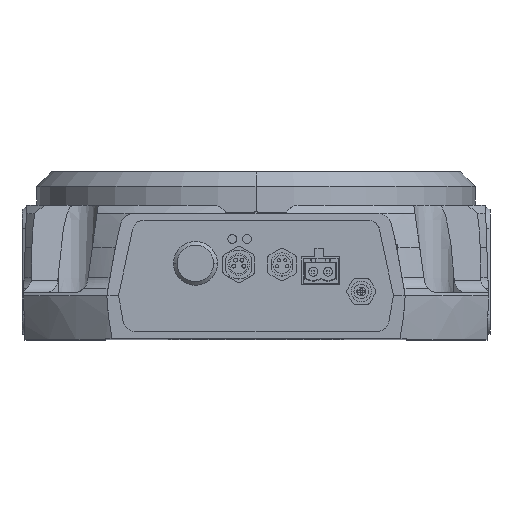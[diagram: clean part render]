
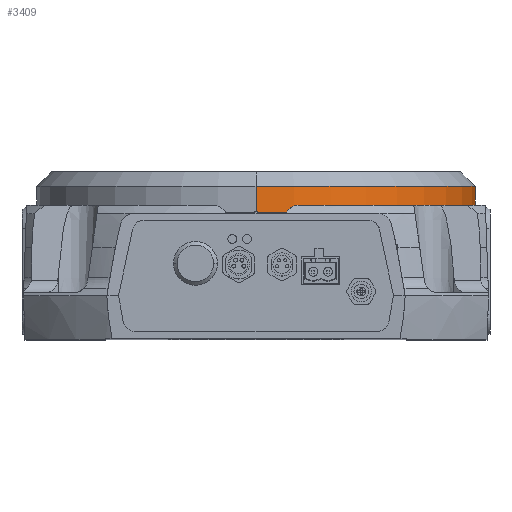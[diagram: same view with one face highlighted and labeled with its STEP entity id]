
A CAD part, top view. The second image highlights one B-rep face of the part: STEP entity #3409.
In plain terms, the highlighted cylindrical face has radius 75 mm (diameter 150 mm), a partial arc.
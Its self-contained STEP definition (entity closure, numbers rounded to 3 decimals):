
#1142 = CARTESIAN_POINT ( 'NONE',  ( 0., -13.85, 75. ) ) ;
#1334 = CIRCLE ( 'NONE', #17016, 75. ) ;
#1461 = DIRECTION ( 'NONE',  ( 0., 1., 0. ) ) ;
#1521 = CARTESIAN_POINT ( 'NONE',  ( 0., 0., 75. ) ) ;
#2770 = VERTEX_POINT ( 'NONE', #3546 ) ;
#3261 = CARTESIAN_POINT ( 'NONE',  ( 0., -5., -75. ) ) ;
#3409 = ADVANCED_FACE ( 'NONE', ( #12903 ), #25471, .T. ) ;
#3546 = CARTESIAN_POINT ( 'NONE',  ( 0., -13.85, -75. ) ) ;
#3624 = DIRECTION ( 'NONE',  ( 0., 1., 0. ) ) ;
#3864 = LINE ( 'NONE', #10324, #25241 ) ;
#5739 = LINE ( 'NONE', #1521, #14115 ) ;
#6093 = CARTESIAN_POINT ( 'NONE',  ( 0., -5., 0. ) ) ;
#6158 = CARTESIAN_POINT ( 'NONE',  ( 0., 0., 0. ) ) ;
#6589 = VERTEX_POINT ( 'NONE', #1142 ) ;
#8964 = CARTESIAN_POINT ( 'NONE',  ( 0., -13.85, 0. ) ) ;
#9299 = AXIS2_PLACEMENT_3D ( 'NONE', #6158, #15132, #16800 ) ;
#10324 = CARTESIAN_POINT ( 'NONE',  ( 0., 0., -75. ) ) ;
#10954 = CIRCLE ( 'NONE', #18557, 75. ) ;
#11597 = EDGE_LOOP ( 'NONE', ( #25280, #26647, #24824, #18537 ) ) ;
#12903 = FACE_OUTER_BOUND ( 'NONE', #11597, .T. ) ;
#13102 = EDGE_CURVE ( 'NONE', #17831, #23358, #1334, .T. ) ;
#14006 = EDGE_CURVE ( 'NONE', #6589, #17831, #5739, .T. ) ;
#14115 = VECTOR ( 'NONE', #3624, 1000. ) ;
#15132 = DIRECTION ( 'NONE',  ( 0., 1., 0. ) ) ;
#16028 = EDGE_CURVE ( 'NONE', #2770, #23358, #3864, .T. ) ;
#16597 = DIRECTION ( 'NONE',  ( 0., 1., 0. ) ) ;
#16800 = DIRECTION ( 'NONE',  ( 0., 0., 1. ) ) ;
#17016 = AXIS2_PLACEMENT_3D ( 'NONE', #6093, #16597, #25268 ) ;
#17515 = DIRECTION ( 'NONE',  ( 0., 1., 0. ) ) ;
#17831 = VERTEX_POINT ( 'NONE', #22040 ) ;
#18537 = ORIENTED_EDGE ( 'NONE', *, *, #14006, .F. ) ;
#18557 = AXIS2_PLACEMENT_3D ( 'NONE', #8964, #17515, #23945 ) ;
#21165 = EDGE_CURVE ( 'NONE', #6589, #2770, #10954, .T. ) ;
#22040 = CARTESIAN_POINT ( 'NONE',  ( 0., -5., 75. ) ) ;
#23358 = VERTEX_POINT ( 'NONE', #3261 ) ;
#23945 = DIRECTION ( 'NONE',  ( 0., 0., 1. ) ) ;
#24824 = ORIENTED_EDGE ( 'NONE', *, *, #13102, .F. ) ;
#25241 = VECTOR ( 'NONE', #1461, 1000. ) ;
#25268 = DIRECTION ( 'NONE',  ( 0., 0., 1. ) ) ;
#25280 = ORIENTED_EDGE ( 'NONE', *, *, #21165, .T. ) ;
#25471 = CYLINDRICAL_SURFACE ( 'NONE', #9299, 75. ) ;
#26647 = ORIENTED_EDGE ( 'NONE', *, *, #16028, .T. ) ;
